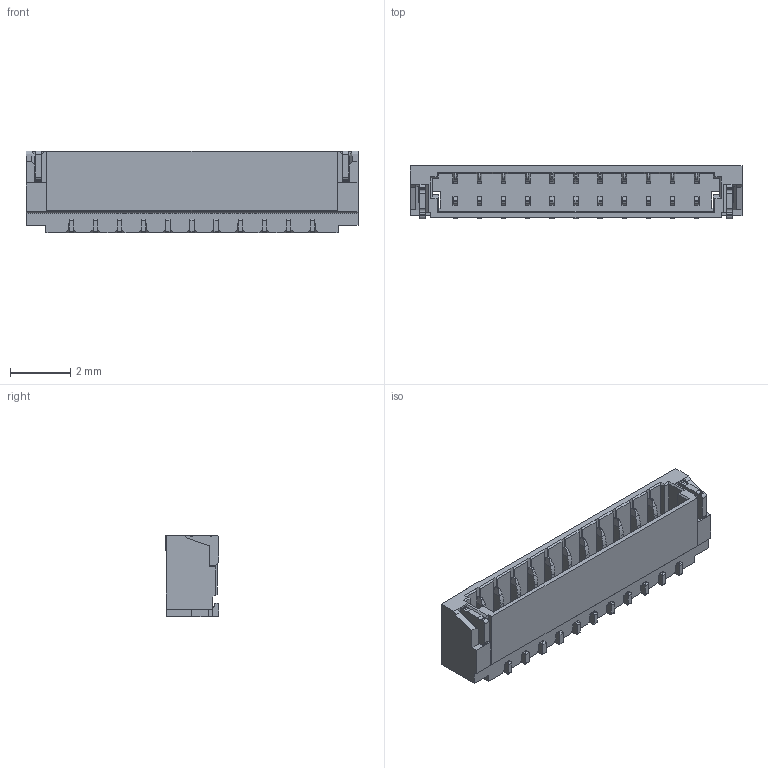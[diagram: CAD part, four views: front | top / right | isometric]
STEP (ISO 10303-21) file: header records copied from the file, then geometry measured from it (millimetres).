
FILE_DESCRIPTION(('CoCreate Modeling STEP Export'),'2;1');
FILE_NAME('WB0811H-11.stp','2021-09-09T13:52:20',(''),(''),'CoCreate Modeling STEP processor for AP214 (Solid Model)','CoCreate Modeling 16.00 13-May-2008 (C) Parametric Technology GmbH','');
FILE_SCHEMA(('AUTOMOTIVE_DESIGN { 1 0 10303 214 1 1 1 1 }'));
Length unit declared in the file: millimetre
Products named in the file (3): WB0811H-11; WB0811H-11XXX; WB0811H-11XXX.
Assembly tree (2 placements, depth 2):
  WB0811H-11XXX.
    WB0811H-11XXX
    WB0811H-11
Bounding box: 11 x 1.78 x 2.7 mm (x, y, z)
Volume: 28.2 mm3; surface area: 208.2 mm2
Topology: 1 solids, 1 shells, 897 faces, 2934 edges, 2006 vertices
Faces by surface type: plane 597, cylinder 300
Entity records: 34404 total; most frequent: CARTESIAN_POINT 6673, ORIENTED_EDGE 5692, DIRECTION 5325, EDGE_CURVE 2846, VECTOR 2289, LINE 2289, VERTEX_POINT 1830, AXIS2_PLACEMENT_3D 1518
